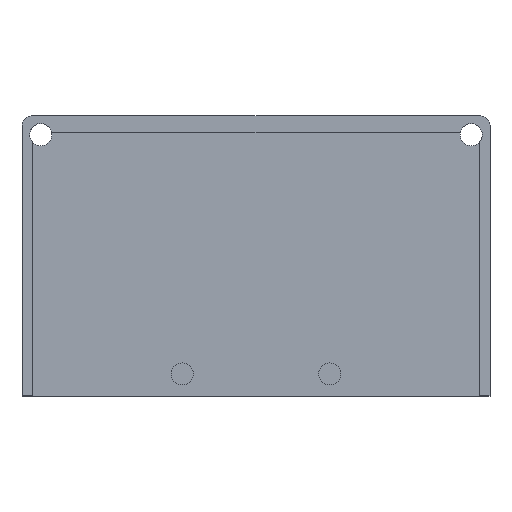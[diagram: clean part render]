
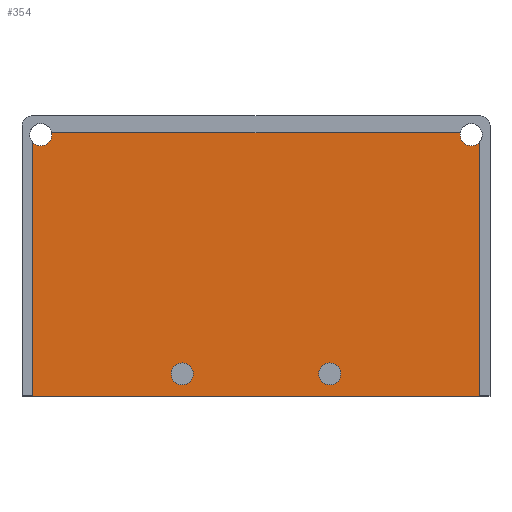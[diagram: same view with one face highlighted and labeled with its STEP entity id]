
A CAD part, top view. The second image highlights one B-rep face of the part: STEP entity #354.
In plain terms, the highlighted planar face has unit normal (0, 0, 1).
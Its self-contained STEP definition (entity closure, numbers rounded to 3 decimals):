
#48 = VERTEX_POINT('',#49);
#49 = CARTESIAN_POINT('',(-30.35,-19.,1.8));
#55 = EDGE_CURVE('',#56,#48,#58,.T.);
#56 = VERTEX_POINT('',#57);
#57 = CARTESIAN_POINT('',(30.35,-19.,1.8));
#58 = LINE('',#59,#60);
#59 = CARTESIAN_POINT('',(-15.875,-19.,1.8));
#60 = VECTOR('',#61,1.);
#61 = DIRECTION('',(-1.,0.,0.));
#336 = VERTEX_POINT('',#337);
#337 = CARTESIAN_POINT('',(30.35,15.485,1.8));
#343 = EDGE_CURVE('',#336,#56,#344,.T.);
#344 = LINE('',#345,#346);
#345 = CARTESIAN_POINT('',(30.35,16.7,1.8));
#346 = VECTOR('',#347,1.);
#347 = DIRECTION('',(0.,-1.,0.));
#354 = ADVANCED_FACE('',(#355,#400,#411),#422,.F.);
#355 = FACE_BOUND('',#356,.F.);
#356 = EDGE_LOOP('',(#357,#368,#376,#383,#384,#385,#393));
#357 = ORIENTED_EDGE('',*,*,#358,.F.);
#358 = EDGE_CURVE('',#359,#361,#363,.T.);
#359 = VERTEX_POINT('',#360);
#360 = CARTESIAN_POINT('',(-27.729,16.7,1.8));
#361 = VERTEX_POINT('',#362);
#362 = CARTESIAN_POINT('',(-27.71,16.46,1.8));
#363 = CIRCLE('',#364,1.5);
#364 = AXIS2_PLACEMENT_3D('',#365,#366,#367);
#365 = CARTESIAN_POINT('',(-29.21,16.46,1.8));
#366 = DIRECTION('',(0.,0.,-1.));
#367 = DIRECTION('',(1.,0.,0.));
#368 = ORIENTED_EDGE('',*,*,#369,.T.);
#369 = EDGE_CURVE('',#359,#370,#372,.T.);
#370 = VERTEX_POINT('',#371);
#371 = CARTESIAN_POINT('',(27.729,16.7,1.8));
#372 = LINE('',#373,#374);
#373 = CARTESIAN_POINT('',(-30.35,16.7,1.8));
#374 = VECTOR('',#375,1.);
#375 = DIRECTION('',(1.,0.,0.));
#376 = ORIENTED_EDGE('',*,*,#377,.F.);
#377 = EDGE_CURVE('',#336,#370,#378,.T.);
#378 = CIRCLE('',#379,1.5);
#379 = AXIS2_PLACEMENT_3D('',#380,#381,#382);
#380 = CARTESIAN_POINT('',(29.21,16.46,1.8));
#381 = DIRECTION('',(0.,0.,-1.));
#382 = DIRECTION('',(1.,0.,0.));
#383 = ORIENTED_EDGE('',*,*,#343,.T.);
#384 = ORIENTED_EDGE('',*,*,#55,.T.);
#385 = ORIENTED_EDGE('',*,*,#386,.T.);
#386 = EDGE_CURVE('',#48,#387,#389,.T.);
#387 = VERTEX_POINT('',#388);
#388 = CARTESIAN_POINT('',(-30.35,15.485,1.8));
#389 = LINE('',#390,#391);
#390 = CARTESIAN_POINT('',(-30.35,-20.5,1.8));
#391 = VECTOR('',#392,1.);
#392 = DIRECTION('',(0.,1.,0.));
#393 = ORIENTED_EDGE('',*,*,#394,.F.);
#394 = EDGE_CURVE('',#361,#387,#395,.T.);
#395 = CIRCLE('',#396,1.5);
#396 = AXIS2_PLACEMENT_3D('',#397,#398,#399);
#397 = CARTESIAN_POINT('',(-29.21,16.46,1.8));
#398 = DIRECTION('',(0.,0.,-1.));
#399 = DIRECTION('',(1.,0.,0.));
#400 = FACE_BOUND('',#401,.F.);
#401 = EDGE_LOOP('',(#402));
#402 = ORIENTED_EDGE('',*,*,#403,.F.);
#403 = EDGE_CURVE('',#404,#404,#406,.T.);
#404 = VERTEX_POINT('',#405);
#405 = CARTESIAN_POINT('',(11.5,-16.,1.8));
#406 = CIRCLE('',#407,1.5);
#407 = AXIS2_PLACEMENT_3D('',#408,#409,#410);
#408 = CARTESIAN_POINT('',(10.,-16.,1.8));
#409 = DIRECTION('',(0.,0.,-1.));
#410 = DIRECTION('',(1.,0.,0.));
#411 = FACE_BOUND('',#412,.F.);
#412 = EDGE_LOOP('',(#413));
#413 = ORIENTED_EDGE('',*,*,#414,.F.);
#414 = EDGE_CURVE('',#415,#415,#417,.T.);
#415 = VERTEX_POINT('',#416);
#416 = CARTESIAN_POINT('',(-8.5,-16.,1.8));
#417 = CIRCLE('',#418,1.5);
#418 = AXIS2_PLACEMENT_3D('',#419,#420,#421);
#419 = CARTESIAN_POINT('',(-10.,-16.,1.8));
#420 = DIRECTION('',(0.,0.,-1.));
#421 = DIRECTION('',(1.,0.,0.));
#422 = PLANE('',#423);
#423 = AXIS2_PLACEMENT_3D('',#424,#425,#426);
#424 = CARTESIAN_POINT('',(0.,-1.9,1.8));
#425 = DIRECTION('',(-0.,-0.,-1.));
#426 = DIRECTION('',(-1.,0.,0.));
